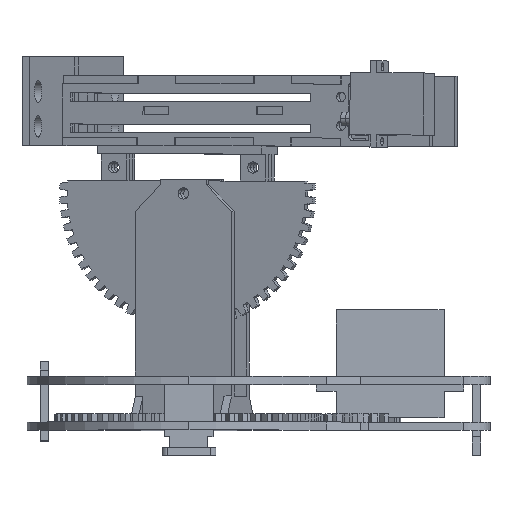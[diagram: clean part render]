
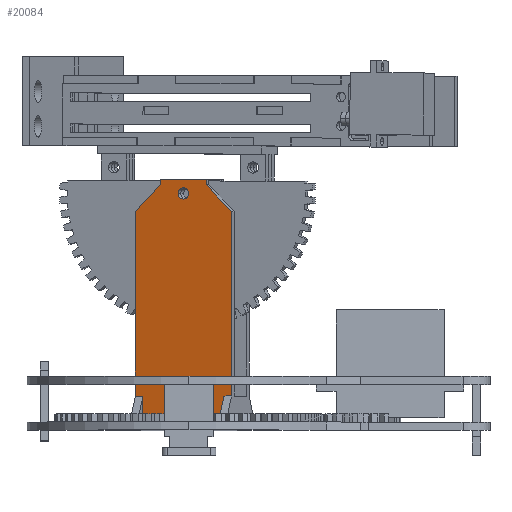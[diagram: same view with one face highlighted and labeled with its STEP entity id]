
A CAD part, top view. The second image highlights one B-rep face of the part: STEP entity #20084.
In plain terms, the highlighted face is planar.
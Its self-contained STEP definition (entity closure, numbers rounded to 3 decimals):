
#170 = DIRECTION ( 'NONE',  ( 0., -1., 0. ) ) ;
#296 = DIRECTION ( 'NONE',  ( 0., 0., -1. ) ) ;
#412 = CARTESIAN_POINT ( 'NONE',  ( -6., 89.86, -9. ) ) ;
#429 = EDGE_CURVE ( 'NONE', #6449, #19276, #26000, .T. ) ;
#487 = EDGE_CURVE ( 'NONE', #20693, #7648, #4430, .T. ) ;
#747 = LINE ( 'NONE', #18557, #8097 ) ;
#860 = CARTESIAN_POINT ( 'NONE',  ( -6., 9.663, -16. ) ) ;
#974 = CARTESIAN_POINT ( 'NONE',  ( -6., 78., -19. ) ) ;
#1275 = ORIENTED_EDGE ( 'NONE', *, *, #429, .F. ) ;
#1639 = LINE ( 'NONE', #14251, #2952 ) ;
#2072 = VECTOR ( 'NONE', #4710, 1000. ) ;
#2233 = CARTESIAN_POINT ( 'NONE',  ( -6., 88., 19. ) ) ;
#2480 = CARTESIAN_POINT ( 'NONE',  ( -6., 88., -19. ) ) ;
#2871 = CIRCLE ( 'NONE', #3797, 2.1 ) ;
#2952 = VECTOR ( 'NONE', #25517, 1000. ) ;
#3044 = DIRECTION ( 'NONE',  ( 0., 0., -1. ) ) ;
#3217 = DIRECTION ( 'NONE',  ( 0., -1., 0. ) ) ;
#3370 = LINE ( 'NONE', #12222, #10468 ) ;
#3461 = ORIENTED_EDGE ( 'NONE', *, *, #17403, .T. ) ;
#3797 = AXIS2_PLACEMENT_3D ( 'NONE', #20127, #24462, #296 ) ;
#4430 = LINE ( 'NONE', #17617, #2072 ) ;
#4710 = DIRECTION ( 'NONE',  ( 0., -1., 0. ) ) ;
#5210 = CARTESIAN_POINT ( 'NONE',  ( -6., 78., 19. ) ) ;
#5248 = VECTOR ( 'NONE', #23929, 1000. ) ;
#5342 = LINE ( 'NONE', #860, #24040 ) ;
#5754 = CARTESIAN_POINT ( 'NONE',  ( -6., 84.75, -2.1 ) ) ;
#6008 = DIRECTION ( 'NONE',  ( 0., -1., 0. ) ) ;
#6237 = CARTESIAN_POINT ( 'NONE',  ( -6., 84.75, 0. ) ) ;
#6449 = VERTEX_POINT ( 'NONE', #18681 ) ;
#7157 = VECTOR ( 'NONE', #25787, 1000. ) ;
#7287 = CARTESIAN_POINT ( 'NONE',  ( -6., 84.75, 2.1 ) ) ;
#7370 = EDGE_CURVE ( 'NONE', #14267, #23042, #10472, .T. ) ;
#7410 = VECTOR ( 'NONE', #6008, 1000. ) ;
#7509 = CARTESIAN_POINT ( 'NONE',  ( -6., 3., 16. ) ) ;
#7595 = EDGE_CURVE ( 'NONE', #23042, #22990, #24059, .T. ) ;
#7648 = VERTEX_POINT ( 'NONE', #9437 ) ;
#7661 = ORIENTED_EDGE ( 'NONE', *, *, #7595, .T. ) ;
#7914 = ORIENTED_EDGE ( 'NONE', *, *, #487, .F. ) ;
#8097 = VECTOR ( 'NONE', #24927, 1000. ) ;
#8340 = VECTOR ( 'NONE', #3217, 1000. ) ;
#8599 = LINE ( 'NONE', #24079, #5248 ) ;
#9103 = ORIENTED_EDGE ( 'NONE', *, *, #18999, .F. ) ;
#9428 = ORIENTED_EDGE ( 'NONE', *, *, #21587, .F. ) ;
#9437 = CARTESIAN_POINT ( 'NONE',  ( -6., 9.663, 19. ) ) ;
#9607 = ORIENTED_EDGE ( 'NONE', *, *, #22209, .T. ) ;
#9679 = EDGE_LOOP ( 'NONE', ( #9428, #14902, #9849, #24722, #7661, #10461, #1275, #16237, #9103, #20280, #7914, #3461 ) ) ;
#9849 = ORIENTED_EDGE ( 'NONE', *, *, #10171, .T. ) ;
#10171 = EDGE_CURVE ( 'NONE', #12535, #14267, #28441, .T. ) ;
#10182 = EDGE_CURVE ( 'NONE', #12535, #23148, #747, .T. ) ;
#10461 = ORIENTED_EDGE ( 'NONE', *, *, #12269, .F. ) ;
#10468 = VECTOR ( 'NONE', #21035, 1000. ) ;
#10472 = LINE ( 'NONE', #14664, #7157 ) ;
#10664 = LINE ( 'NONE', #21646, #7410 ) ;
#11223 = PLANE ( 'NONE',  #14873 ) ;
#11547 = CARTESIAN_POINT ( 'NONE',  ( -6., 88., -9. ) ) ;
#12050 = EDGE_CURVE ( 'NONE', #12963, #15174, #19875, .T. ) ;
#12208 = CARTESIAN_POINT ( 'NONE',  ( -6., 88., 16. ) ) ;
#12222 = CARTESIAN_POINT ( 'NONE',  ( -6., 9.663, 16. ) ) ;
#12269 = EDGE_CURVE ( 'NONE', #19276, #22990, #5342, .T. ) ;
#12535 = VERTEX_POINT ( 'NONE', #412 ) ;
#12963 = VERTEX_POINT ( 'NONE', #7287 ) ;
#13122 = CARTESIAN_POINT ( 'NONE',  ( -6., 9.663, 16. ) ) ;
#13203 = DIRECTION ( 'NONE',  ( 0., 0., -1. ) ) ;
#13208 = CARTESIAN_POINT ( 'NONE',  ( -6., 9.663, -16. ) ) ;
#13654 = VECTOR ( 'NONE', #170, 1000. ) ;
#13999 = EDGE_LOOP ( 'NONE', ( #9607, #26715 ) ) ;
#14251 = CARTESIAN_POINT ( 'NONE',  ( -6., 3., 19. ) ) ;
#14267 = VERTEX_POINT ( 'NONE', #11547 ) ;
#14664 = CARTESIAN_POINT ( 'NONE',  ( -6., 88., -9. ) ) ;
#14873 = AXIS2_PLACEMENT_3D ( 'NONE', #2233, #24532, #20043 ) ;
#14880 = DIRECTION ( 'NONE',  ( 0., 1., 0. ) ) ;
#14902 = ORIENTED_EDGE ( 'NONE', *, *, #10182, .F. ) ;
#15174 = VERTEX_POINT ( 'NONE', #5754 ) ;
#16237 = ORIENTED_EDGE ( 'NONE', *, *, #17320, .T. ) ;
#16909 = CARTESIAN_POINT ( 'NONE',  ( -6., 89.86, 9. ) ) ;
#17136 = CARTESIAN_POINT ( 'NONE',  ( -6., 88., 9. ) ) ;
#17320 = EDGE_CURVE ( 'NONE', #6449, #24139, #1639, .T. ) ;
#17403 = EDGE_CURVE ( 'NONE', #20693, #17438, #8599, .T. ) ;
#17438 = VERTEX_POINT ( 'NONE', #17136 ) ;
#17617 = CARTESIAN_POINT ( 'NONE',  ( -6., 88., 19. ) ) ;
#17849 = CARTESIAN_POINT ( 'NONE',  ( -6., 91., -9. ) ) ;
#18277 = VERTEX_POINT ( 'NONE', #13122 ) ;
#18557 = CARTESIAN_POINT ( 'NONE',  ( -6., 89.86, -9. ) ) ;
#18681 = CARTESIAN_POINT ( 'NONE',  ( -6., 3., -16. ) ) ;
#18999 = EDGE_CURVE ( 'NONE', #18277, #24139, #27250, .T. ) ;
#19276 = VERTEX_POINT ( 'NONE', #13208 ) ;
#19875 = CIRCLE ( 'NONE', #23106, 2.1 ) ;
#20043 = DIRECTION ( 'NONE',  ( 0., 0., -1. ) ) ;
#20084 = ADVANCED_FACE ( 'NONE', ( #24816, #22362 ), #11223, .F. ) ;
#20127 = CARTESIAN_POINT ( 'NONE',  ( -6., 84.75, 0. ) ) ;
#20280 = ORIENTED_EDGE ( 'NONE', *, *, #26250, .T. ) ;
#20301 = DIRECTION ( 'NONE',  ( 0., -1., 0. ) ) ;
#20693 = VERTEX_POINT ( 'NONE', #5210 ) ;
#21035 = DIRECTION ( 'NONE',  ( 0., 0., 1. ) ) ;
#21505 = VECTOR ( 'NONE', #14880, 1000. ) ;
#21587 = EDGE_CURVE ( 'NONE', #23148, #17438, #10664, .T. ) ;
#21646 = CARTESIAN_POINT ( 'NONE',  ( -6., 91., 9. ) ) ;
#22209 = EDGE_CURVE ( 'NONE', #15174, #12963, #2871, .T. ) ;
#22362 = FACE_OUTER_BOUND ( 'NONE', #9679, .T. ) ;
#22990 = VERTEX_POINT ( 'NONE', #27183 ) ;
#23042 = VERTEX_POINT ( 'NONE', #974 ) ;
#23106 = AXIS2_PLACEMENT_3D ( 'NONE', #6237, #24191, #13203 ) ;
#23148 = VERTEX_POINT ( 'NONE', #16909 ) ;
#23408 = CARTESIAN_POINT ( 'NONE',  ( -6., 88., -16. ) ) ;
#23929 = DIRECTION ( 'NONE',  ( 0., 0.707, -0.707 ) ) ;
#24040 = VECTOR ( 'NONE', #3044, 1000. ) ;
#24059 = LINE ( 'NONE', #2480, #13654 ) ;
#24079 = CARTESIAN_POINT ( 'NONE',  ( -6., 88., 9. ) ) ;
#24139 = VERTEX_POINT ( 'NONE', #7509 ) ;
#24191 = DIRECTION ( 'NONE',  ( 1., 0., 0. ) ) ;
#24462 = DIRECTION ( 'NONE',  ( 1., 0., 0. ) ) ;
#24532 = DIRECTION ( 'NONE',  ( 1., 0., 0. ) ) ;
#24722 = ORIENTED_EDGE ( 'NONE', *, *, #7370, .T. ) ;
#24816 = FACE_BOUND ( 'NONE', #13999, .T. ) ;
#24927 = DIRECTION ( 'NONE',  ( 0., 0., 1. ) ) ;
#25517 = DIRECTION ( 'NONE',  ( 0., 0., 1. ) ) ;
#25787 = DIRECTION ( 'NONE',  ( 0., -0.707, -0.707 ) ) ;
#26000 = LINE ( 'NONE', #23408, #21505 ) ;
#26250 = EDGE_CURVE ( 'NONE', #18277, #7648, #3370, .T. ) ;
#26583 = VECTOR ( 'NONE', #20301, 1000. ) ;
#26715 = ORIENTED_EDGE ( 'NONE', *, *, #12050, .T. ) ;
#27183 = CARTESIAN_POINT ( 'NONE',  ( -6., 9.663, -19. ) ) ;
#27250 = LINE ( 'NONE', #12208, #8340 ) ;
#28441 = LINE ( 'NONE', #17849, #26583 ) ;
